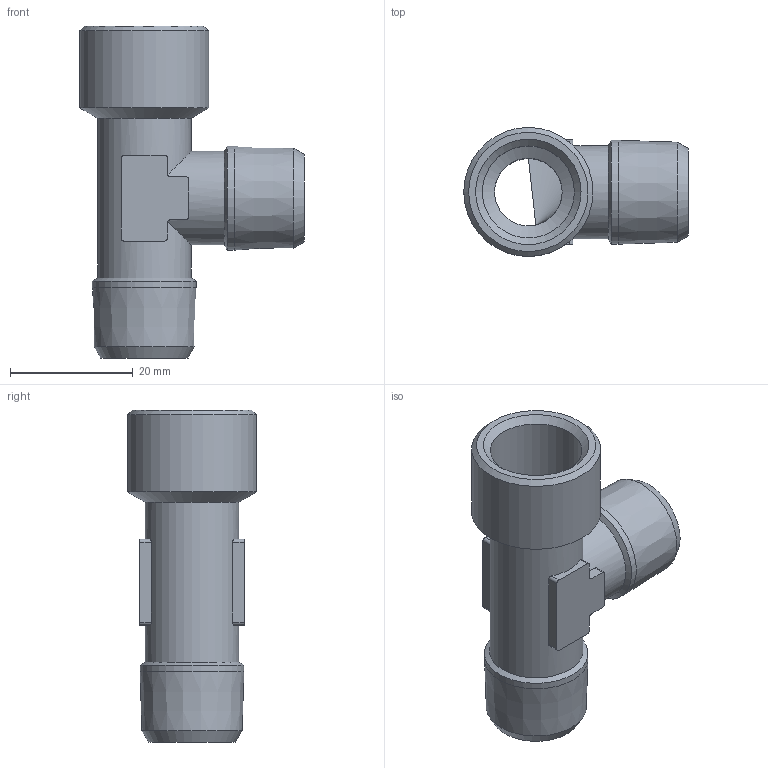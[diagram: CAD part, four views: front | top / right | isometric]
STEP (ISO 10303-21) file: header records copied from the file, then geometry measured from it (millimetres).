
FILE_DESCRIPTION(( 'RA.46B38.38.STP' ), '1');
FILE_NAME( 'RA.46B38.38.STP', '2018-11-09T15:48:23',( 'Sopra'),('sopra-pneumatic.com'), 'SwSTEP 2.0','SolidWorks 2009','' );
FILE_SCHEMA (('AUTOMOTIVE_DESIGN { 1 0 10303 214 1 1 1 1 }'));
Length unit declared in the file: millimetre
Products named in the file (2): Root; 40304
Assembly tree (1 placements, depth 2):
  Root
    40304
Bounding box: 36.5 x 21 x 54 mm (x, y, z)
Volume: 8580.1 mm3; surface area: 6964.4 mm2
Topology: 1 solids, 1 shells, 57 faces, 156 edges, 100 vertices
Faces by surface type: cylinder 24, plane 21, cone 12
Full cylindrical faces by diameter (mm): 11 x2, 14.95 x1, 15.2 x2, 16.893 x2, 21 x1
Entity records: 5553 total; most frequent: CARTESIAN_POINT 2966, DIRECTION 272, PRESENTATION_STYLE_ASSIGNMENT 253, COLOUR_RGB 253, DRAUGHTING_PRE_DEFINED_CURVE_FONT 252, CURVE_STYLE 252, OVER_RIDING_STYLED_ITEM 252, ORIENTED_EDGE 252
